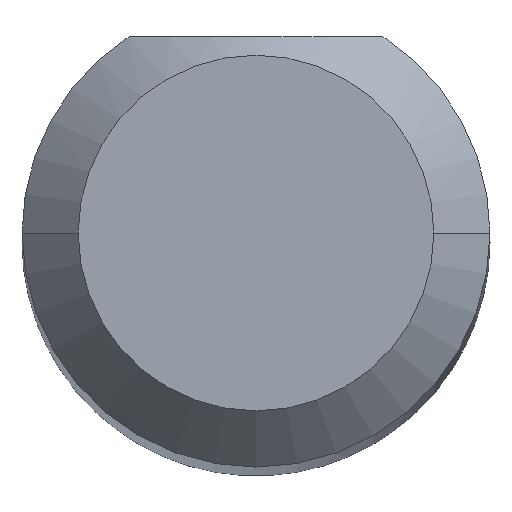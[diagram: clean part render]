
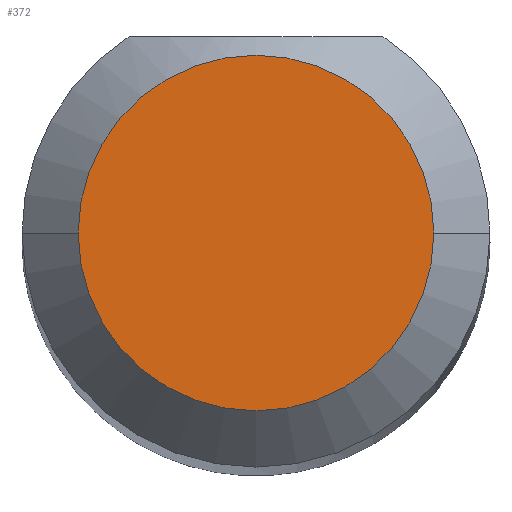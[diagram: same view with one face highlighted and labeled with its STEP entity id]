
A CAD part, top view. The second image highlights one B-rep face of the part: STEP entity #372.
In plain terms, the highlighted planar face has unit normal (0, 0, 1).
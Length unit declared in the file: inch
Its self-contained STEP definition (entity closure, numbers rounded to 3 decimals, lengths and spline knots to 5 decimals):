
#16 = DIRECTION ( 'NONE',  ( 1., 0., 0. ) ) ;
#39 = CARTESIAN_POINT ( 'NONE',  ( -0.0475, 0., 1.5 ) ) ;
#56 = CIRCLE ( 'NONE', #642, 0.0475 ) ;
#66 = CARTESIAN_POINT ( 'NONE',  ( 0., 0., 1.5 ) ) ;
#72 = ORIENTED_EDGE ( 'NONE', *, *, #470, .T. ) ;
#95 = ORIENTED_EDGE ( 'NONE', *, *, #641, .T. ) ;
#167 = DIRECTION ( 'NONE',  ( 0., 0., 1. ) ) ;
#173 = EDGE_LOOP ( 'NONE', ( #95, #72 ) ) ;
#183 = DIRECTION ( 'NONE',  ( 0., 0., 1. ) ) ;
#201 = CARTESIAN_POINT ( 'NONE',  ( 0., 0., 1.5 ) ) ;
#203 = VERTEX_POINT ( 'NONE', #574 ) ;
#285 = CARTESIAN_POINT ( 'NONE',  ( 0., 0., 1.5 ) ) ;
#297 = DIRECTION ( 'NONE',  ( 0., 0., 1. ) ) ;
#372 = ADVANCED_FACE ( 'NONE', ( #478 ), #539, .T. ) ;
#411 = DIRECTION ( 'NONE',  ( 1., 0., 0. ) ) ;
#470 = EDGE_CURVE ( 'NONE', #203, #472, #56, .T. ) ;
#472 = VERTEX_POINT ( 'NONE', #39 ) ;
#478 = FACE_OUTER_BOUND ( 'NONE', #173, .T. ) ;
#539 = PLANE ( 'NONE',  #551 ) ;
#547 = DIRECTION ( 'NONE',  ( 1., 0., 0. ) ) ;
#551 = AXIS2_PLACEMENT_3D ( 'NONE', #66, #167, #16 ) ;
#562 = AXIS2_PLACEMENT_3D ( 'NONE', #201, #297, #411 ) ;
#574 = CARTESIAN_POINT ( 'NONE',  ( 0.0475, 0., 1.5 ) ) ;
#588 = CIRCLE ( 'NONE', #562, 0.0475 ) ;
#641 = EDGE_CURVE ( 'NONE', #472, #203, #588, .T. ) ;
#642 = AXIS2_PLACEMENT_3D ( 'NONE', #285, #183, #547 ) ;
